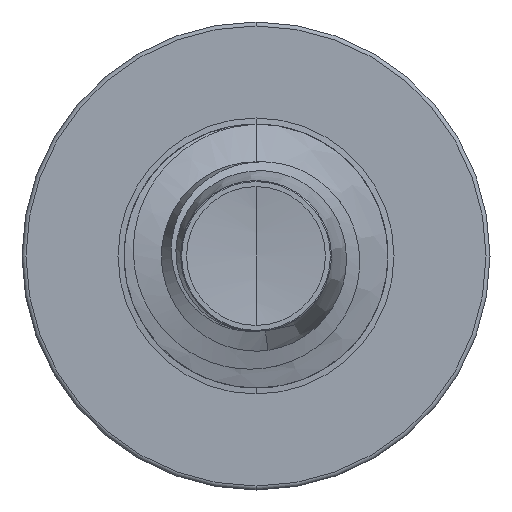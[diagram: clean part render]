
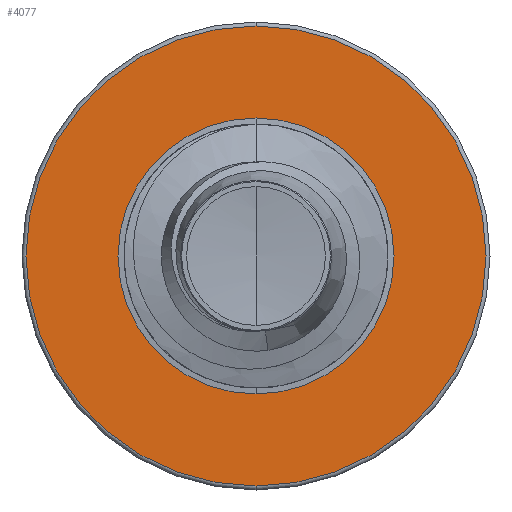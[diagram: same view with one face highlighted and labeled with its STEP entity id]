
A CAD part, front view. The second image highlights one B-rep face of the part: STEP entity #4077.
In plain terms, the highlighted planar face has unit normal (0, -1, 0).
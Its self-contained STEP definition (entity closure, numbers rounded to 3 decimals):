
#54 = ORIENTED_EDGE ( 'NONE', *, *, #17363, .F. ) ;
#70 = EDGE_CURVE ( 'NONE', #15439, #185, #13731, .T. ) ;
#185 = VERTEX_POINT ( 'NONE', #12234 ) ;
#464 = AXIS2_PLACEMENT_3D ( 'NONE', #507, #11637, #2528 ) ;
#507 = CARTESIAN_POINT ( 'NONE',  ( 0., 6., 0. ) ) ;
#919 = AXIS2_PLACEMENT_3D ( 'NONE', #17216, #10918, #1263 ) ;
#1263 = DIRECTION ( 'NONE',  ( 0., 0., 1. ) ) ;
#2528 = DIRECTION ( 'NONE',  ( 0., 0., 1. ) ) ;
#3036 = CIRCLE ( 'NONE', #464, 1.917 ) ;
#3167 = VERTEX_POINT ( 'NONE', #12084 ) ;
#3279 = ORIENTED_EDGE ( 'NONE', *, *, #10241, .T. ) ;
#4077 = ADVANCED_FACE ( 'NONE', ( #14746, #16997 ), #9916, .F. ) ;
#5811 = CIRCLE ( 'NONE', #919, 1.15 ) ;
#6911 = AXIS2_PLACEMENT_3D ( 'NONE', #9856, #9765, #9746 ) ;
#7352 = DIRECTION ( 'NONE',  ( 0., 1., 0. ) ) ;
#7495 = ORIENTED_EDGE ( 'NONE', *, *, #9194, .T. ) ;
#8469 = DIRECTION ( 'NONE',  ( 0., 1., 0. ) ) ;
#9128 = AXIS2_PLACEMENT_3D ( 'NONE', #10638, #7352, #9185 ) ;
#9185 = DIRECTION ( 'NONE',  ( 0., 0., 1. ) ) ;
#9194 = EDGE_CURVE ( 'NONE', #15154, #3167, #12961, .T. ) ;
#9746 = DIRECTION ( 'NONE',  ( 0., 0., 1. ) ) ;
#9765 = DIRECTION ( 'NONE',  ( 0., 1., 0. ) ) ;
#9856 = CARTESIAN_POINT ( 'NONE',  ( 0., 6., -1.15 ) ) ;
#9916 = PLANE ( 'NONE',  #6911 ) ;
#10241 = EDGE_CURVE ( 'NONE', #3167, #15154, #5811, .T. ) ;
#10638 = CARTESIAN_POINT ( 'NONE',  ( 0., 6., 0. ) ) ;
#10918 = DIRECTION ( 'NONE',  ( 0., 1., 0. ) ) ;
#11637 = DIRECTION ( 'NONE',  ( 0., 1., 0. ) ) ;
#12084 = CARTESIAN_POINT ( 'NONE',  ( 0., 6., -1.15 ) ) ;
#12234 = CARTESIAN_POINT ( 'NONE',  ( 0., 6., 1.917 ) ) ;
#12961 = CIRCLE ( 'NONE', #14323, 1.15 ) ;
#13731 = CIRCLE ( 'NONE', #9128, 1.917 ) ;
#14151 = EDGE_LOOP ( 'NONE', ( #7495, #3279 ) ) ;
#14323 = AXIS2_PLACEMENT_3D ( 'NONE', #15390, #8469, #16336 ) ;
#14746 = FACE_OUTER_BOUND ( 'NONE', #17392, .T. ) ;
#15154 = VERTEX_POINT ( 'NONE', #16779 ) ;
#15390 = CARTESIAN_POINT ( 'NONE',  ( 0., 6., 0. ) ) ;
#15439 = VERTEX_POINT ( 'NONE', #16012 ) ;
#16012 = CARTESIAN_POINT ( 'NONE',  ( 0., 6., -1.917 ) ) ;
#16292 = ORIENTED_EDGE ( 'NONE', *, *, #70, .F. ) ;
#16336 = DIRECTION ( 'NONE',  ( 0., 0., 1. ) ) ;
#16779 = CARTESIAN_POINT ( 'NONE',  ( 0., 6., 1.15 ) ) ;
#16997 = FACE_BOUND ( 'NONE', #14151, .T. ) ;
#17216 = CARTESIAN_POINT ( 'NONE',  ( 0., 6., 0. ) ) ;
#17363 = EDGE_CURVE ( 'NONE', #185, #15439, #3036, .T. ) ;
#17392 = EDGE_LOOP ( 'NONE', ( #54, #16292 ) ) ;
